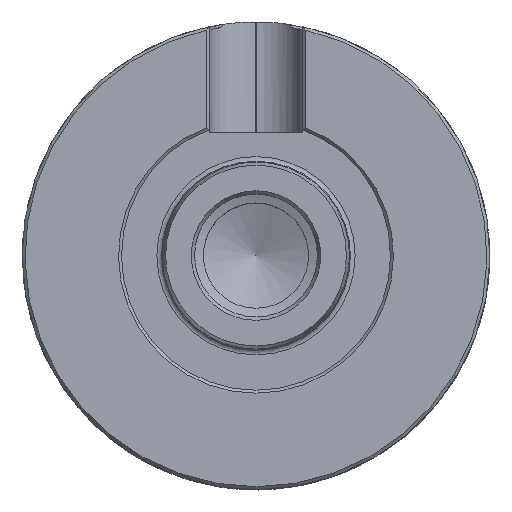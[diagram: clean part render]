
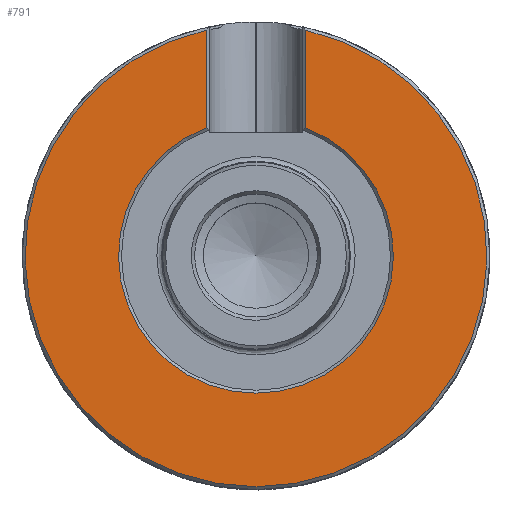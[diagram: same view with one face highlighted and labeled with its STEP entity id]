
A CAD part, top view. The second image highlights one B-rep face of the part: STEP entity #791.
In plain terms, the highlighted face is planar.
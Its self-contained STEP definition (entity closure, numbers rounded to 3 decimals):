
#791=ADVANCED_FACE('CU_VLE_LO_SU_1',(#1458),#1222,.T.);
#1222=PLANE('',#7847);
#1458=FACE_OUTER_BOUND('',#1843,.T.);
#1843=EDGE_LOOP('',(#3853,#3854,#3855,#3856));
#2643=LINE('',#15113,#3137);
#2644=LINE('',#15117,#3138);
#3137=VECTOR('',#8759,1.);
#3138=VECTOR('',#8762,1.);
#3853=ORIENTED_EDGE('',*,*,#6633,.F.);
#3854=ORIENTED_EDGE('',*,*,#6635,.T.);
#3855=ORIENTED_EDGE('',*,*,#6636,.T.);
#3856=ORIENTED_EDGE('',*,*,#6637,.T.);
#5900=VERTEX_POINT('',#15105);
#5901=VERTEX_POINT('',#15107);
#5902=VERTEX_POINT('',#15114);
#5903=VERTEX_POINT('',#15116);
#6633=EDGE_CURVE('',#5900,#5901,#7551,.T.);
#6635=EDGE_CURVE('',#5900,#5902,#2643,.T.);
#6636=EDGE_CURVE('',#5902,#5903,#7552,.T.);
#6637=EDGE_CURVE('',#5903,#5901,#2644,.T.);
#7551=CIRCLE('',#7844,23.5);
#7552=CIRCLE('',#7846,39.5);
#7844=AXIS2_PLACEMENT_3D('',#15106,#8755,#8756);
#7846=AXIS2_PLACEMENT_3D('',#15115,#8760,#8761);
#7847=AXIS2_PLACEMENT_3D('',#15118,#8763,#8764);
#8755=DIRECTION('',(0.,1.,0.));
#8756=DIRECTION('',(-1.,0.,0.));
#8759=DIRECTION('',(0.,0.,1.));
#8760=DIRECTION('',(0.,1.,0.));
#8761=DIRECTION('',(-1.,0.,0.));
#8762=DIRECTION('',(0.,0.,-1.));
#8763=DIRECTION('',(0.,1.,0.));
#8764=DIRECTION('',(-1.,0.,0.));
#15105=CARTESIAN_POINT('',(8.511,0.,21.905));
#15106=CARTESIAN_POINT('',(0.,0.,0.));
#15107=CARTESIAN_POINT('',(-8.511,0.,21.905));
#15113=CARTESIAN_POINT('',(8.511,0.,23.5));
#15114=CARTESIAN_POINT('',(8.511,0.,38.572));
#15115=CARTESIAN_POINT('',(0.,0.,0.));
#15116=CARTESIAN_POINT('',(-8.511,0.,38.572));
#15117=CARTESIAN_POINT('',(-8.511,0.,23.5));
#15118=CARTESIAN_POINT('',(0.,0.,23.5));
